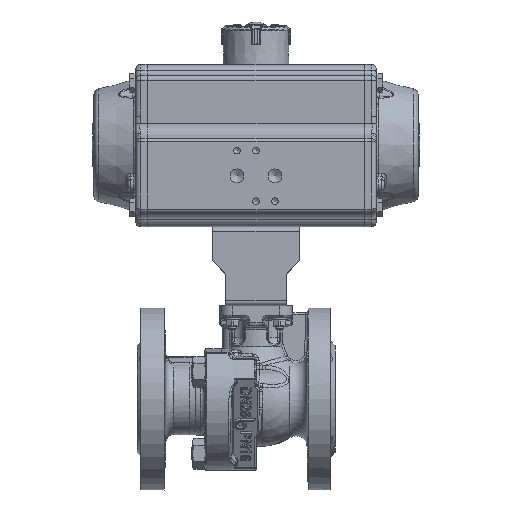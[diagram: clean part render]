
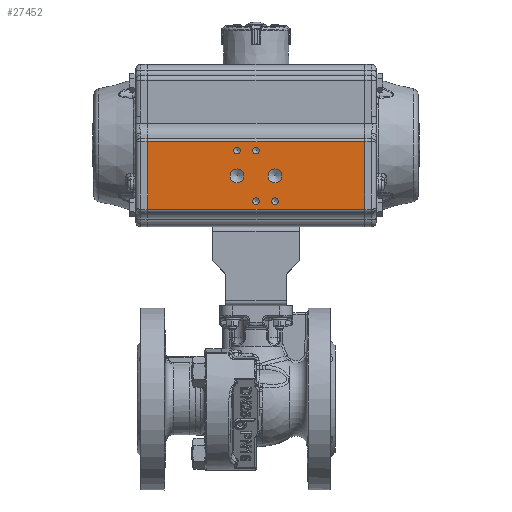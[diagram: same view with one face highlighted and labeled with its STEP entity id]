
A CAD part, top view. The second image highlights one B-rep face of the part: STEP entity #27452.
In plain terms, the highlighted face is planar.
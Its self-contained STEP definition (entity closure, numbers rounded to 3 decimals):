
#3525=CIRCLE('',#29903,2.1);
#3527=CIRCLE('',#29907,2.1);
#3529=CIRCLE('',#29911,2.1);
#3531=CIRCLE('',#29915,2.1);
#3533=CIRCLE('',#29919,4.4);
#3535=CIRCLE('',#29923,4.4);
#10846=ORIENTED_EDGE('',*,*,#15357,.T.);
#10847=ORIENTED_EDGE('',*,*,#15425,.F.);
#10848=ORIENTED_EDGE('',*,*,#15363,.F.);
#10849=ORIENTED_EDGE('',*,*,#15426,.T.);
#10850=ORIENTED_EDGE('',*,*,#14975,.F.);
#10851=ORIENTED_EDGE('',*,*,#14973,.F.);
#10852=ORIENTED_EDGE('',*,*,#14971,.F.);
#10853=ORIENTED_EDGE('',*,*,#14969,.F.);
#10854=ORIENTED_EDGE('',*,*,#14967,.F.);
#10855=ORIENTED_EDGE('',*,*,#14965,.F.);
#14965=EDGE_CURVE('',#17865,#17865,#3525,.T.);
#14967=EDGE_CURVE('',#17868,#17868,#3527,.T.);
#14969=EDGE_CURVE('',#17871,#17871,#3529,.T.);
#14971=EDGE_CURVE('',#17874,#17874,#3531,.T.);
#14973=EDGE_CURVE('',#17877,#17877,#3533,.T.);
#14975=EDGE_CURVE('',#17880,#17880,#3535,.T.);
#15357=EDGE_CURVE('',#18146,#18145,#19637,.T.);
#15363=EDGE_CURVE('',#18151,#18152,#19640,.T.);
#15425=EDGE_CURVE('',#18152,#18145,#19676,.T.);
#15426=EDGE_CURVE('',#18151,#18146,#19677,.T.);
#17865=VERTEX_POINT('',#73438);
#17868=VERTEX_POINT('',#73445);
#17871=VERTEX_POINT('',#73452);
#17874=VERTEX_POINT('',#73459);
#17877=VERTEX_POINT('',#73466);
#17880=VERTEX_POINT('',#73473);
#18145=VERTEX_POINT('',#76209);
#18146=VERTEX_POINT('',#76211);
#18151=VERTEX_POINT('',#76222);
#18152=VERTEX_POINT('',#76224);
#19637=LINE('',#76210,#21151);
#19640=LINE('',#76223,#21154);
#19676=LINE('',#76345,#21190);
#19677=LINE('',#76347,#21191);
#21151=VECTOR('',#36210,1000.);
#21154=VECTOR('',#36221,1000.);
#21190=VECTOR('',#36345,1000.);
#21191=VECTOR('',#36348,1000.);
#23187=EDGE_LOOP('',(#10846,#10847,#10848,#10849));
#23188=EDGE_LOOP('',(#10850));
#23189=EDGE_LOOP('',(#10851));
#23190=EDGE_LOOP('',(#10852));
#23191=EDGE_LOOP('',(#10853));
#23192=EDGE_LOOP('',(#10854));
#23193=EDGE_LOOP('',(#10855));
#25191=FACE_BOUND('',#23187,.T.);
#25192=FACE_BOUND('',#23188,.T.);
#25193=FACE_BOUND('',#23189,.T.);
#25194=FACE_BOUND('',#23190,.T.);
#25195=FACE_BOUND('',#23191,.T.);
#25196=FACE_BOUND('',#23192,.T.);
#25197=FACE_BOUND('',#23193,.T.);
#25869=PLANE('',#30317);
#27452=ADVANCED_FACE('',(#25191,#25192,#25193,#25194,#25195,#25196,#25197),
#25869,.F.);
#29903=AXIS2_PLACEMENT_3D('',#73437,#35358,#35359);
#29907=AXIS2_PLACEMENT_3D('',#73444,#35366,#35367);
#29911=AXIS2_PLACEMENT_3D('',#73451,#35374,#35375);
#29915=AXIS2_PLACEMENT_3D('',#73458,#35382,#35383);
#29919=AXIS2_PLACEMENT_3D('',#73465,#35390,#35391);
#29923=AXIS2_PLACEMENT_3D('',#73472,#35398,#35399);
#30317=AXIS2_PLACEMENT_3D('',#76346,#36346,#36347);
#35358=DIRECTION('',(-1.,0.,0.));
#35359=DIRECTION('',(0.,0.,1.));
#35366=DIRECTION('',(-1.,0.,0.));
#35367=DIRECTION('',(0.,0.,1.));
#35374=DIRECTION('',(-1.,0.,0.));
#35375=DIRECTION('',(0.,0.,1.));
#35382=DIRECTION('',(-1.,0.,0.));
#35383=DIRECTION('',(0.,0.,1.));
#35390=DIRECTION('',(-1.,0.,0.));
#35391=DIRECTION('',(0.,0.,1.));
#35398=DIRECTION('',(-1.,0.,0.));
#35399=DIRECTION('',(0.,0.,1.));
#36210=DIRECTION('',(0.,-1.,0.));
#36221=DIRECTION('',(0.,-1.,0.));
#36345=DIRECTION('',(0.,0.,-1.));
#36346=DIRECTION('',(1.,0.,0.));
#36347=DIRECTION('',(0.,0.,1.));
#36348=DIRECTION('',(0.,0.,-1.));
#73437=CARTESIAN_POINT('',(-53.5,-35.5,12.));
#73438=CARTESIAN_POINT('',(-53.5,-35.5,14.1));
#73444=CARTESIAN_POINT('',(-53.5,-35.5,0.));
#73445=CARTESIAN_POINT('',(-53.5,-35.5,2.1));
#73451=CARTESIAN_POINT('',(-53.5,-3.5,0.));
#73452=CARTESIAN_POINT('',(-53.5,-3.5,2.1));
#73458=CARTESIAN_POINT('',(-53.5,-3.5,-12.));
#73459=CARTESIAN_POINT('',(-53.5,-3.5,-9.9));
#73465=CARTESIAN_POINT('',(-53.5,-19.5,12.));
#73466=CARTESIAN_POINT('',(-53.5,-19.5,16.4));
#73472=CARTESIAN_POINT('',(-53.5,-19.5,-12.));
#73473=CARTESIAN_POINT('',(-53.5,-19.5,-7.6));
#76209=CARTESIAN_POINT('',(-53.5,-40.5,-68.5));
#76210=CARTESIAN_POINT('',(-53.5,2.212,-68.5));
#76211=CARTESIAN_POINT('',(-53.5,2.212,-68.5));
#76222=CARTESIAN_POINT('',(-53.5,2.212,68.5));
#76223=CARTESIAN_POINT('',(-53.5,2.212,68.5));
#76224=CARTESIAN_POINT('',(-53.5,-40.5,68.5));
#76345=CARTESIAN_POINT('',(-53.5,-40.5,68.5));
#76346=CARTESIAN_POINT('',(-53.5,2.212,68.5));
#76347=CARTESIAN_POINT('',(-53.5,2.212,68.5));
